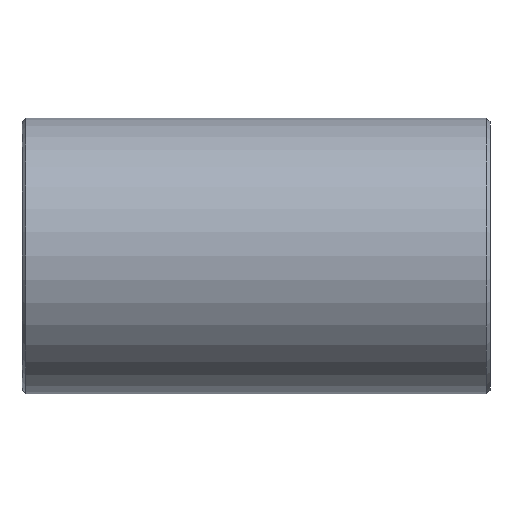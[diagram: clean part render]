
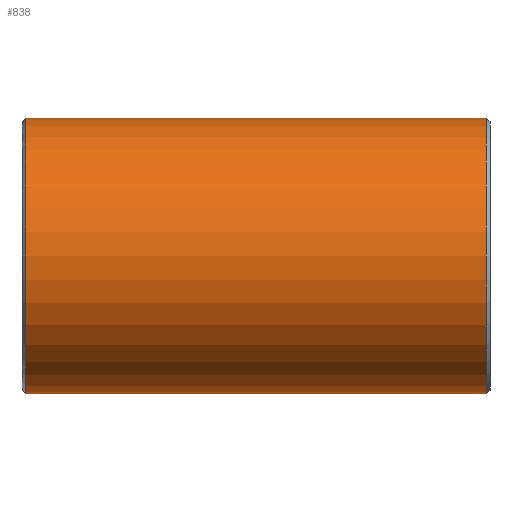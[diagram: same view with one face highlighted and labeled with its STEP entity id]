
A CAD part, front view. The second image highlights one B-rep face of the part: STEP entity #838.
In plain terms, the highlighted cylindrical face has radius 84.138 mm (diameter 168.275 mm), a partial arc.
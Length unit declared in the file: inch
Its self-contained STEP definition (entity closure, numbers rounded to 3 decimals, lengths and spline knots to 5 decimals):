
#16 = CYLINDRICAL_SURFACE ( 'NONE', #159, 3.3125 ) ;
#31 = DIRECTION ( 'NONE',  ( 1., 0., 0. ) ) ;
#36 = AXIS2_PLACEMENT_3D ( 'NONE', #628, #445, #632 ) ;
#114 = AXIS2_PLACEMENT_3D ( 'NONE', #545, #31, #802 ) ;
#148 = CARTESIAN_POINT ( 'NONE',  ( 5.62, 0., -3.3125 ) ) ;
#159 = AXIS2_PLACEMENT_3D ( 'NONE', #405, #391, #191 ) ;
#182 = EDGE_CURVE ( 'NONE', #767, #226, #209, .T. ) ;
#191 = DIRECTION ( 'NONE',  ( 0., 0., 1. ) ) ;
#209 = LINE ( 'NONE', #148, #794 ) ;
#226 = VERTEX_POINT ( 'NONE', #547 ) ;
#238 = CIRCLE ( 'NONE', #36, 3.3125 ) ;
#279 = ORIENTED_EDGE ( 'NONE', *, *, #301, .T. ) ;
#287 = CARTESIAN_POINT ( 'NONE',  ( 5.52667, 0., 3.3125 ) ) ;
#301 = EDGE_CURVE ( 'NONE', #423, #639, #309, .T. ) ;
#309 = LINE ( 'NONE', #582, #610 ) ;
#388 = DIRECTION ( 'NONE',  ( -1., 0., 0. ) ) ;
#391 = DIRECTION ( 'NONE',  ( -1., 0., 0. ) ) ;
#405 = CARTESIAN_POINT ( 'NONE',  ( 5.62, 0., 0. ) ) ;
#412 = DIRECTION ( 'NONE',  ( -1., 0., 0. ) ) ;
#423 = VERTEX_POINT ( 'NONE', #287 ) ;
#445 = DIRECTION ( 'NONE',  ( -1., 0., 0. ) ) ;
#471 = CIRCLE ( 'NONE', #114, 3.3125 ) ;
#481 = CARTESIAN_POINT ( 'NONE',  ( 5.52667, 0., -3.3125 ) ) ;
#491 = EDGE_CURVE ( 'NONE', #767, #423, #238, .T. ) ;
#522 = FACE_OUTER_BOUND ( 'NONE', #615, .T. ) ;
#545 = CARTESIAN_POINT ( 'NONE',  ( -5.52667, 0., 0. ) ) ;
#547 = CARTESIAN_POINT ( 'NONE',  ( -5.52667, 0., -3.3125 ) ) ;
#568 = ORIENTED_EDGE ( 'NONE', *, *, #668, .T. ) ;
#582 = CARTESIAN_POINT ( 'NONE',  ( 5.62, 0., 3.3125 ) ) ;
#610 = VECTOR ( 'NONE', #388, 39.37008 ) ;
#615 = EDGE_LOOP ( 'NONE', ( #704, #631, #279, #568 ) ) ;
#628 = CARTESIAN_POINT ( 'NONE',  ( 5.52667, 0., 0. ) ) ;
#631 = ORIENTED_EDGE ( 'NONE', *, *, #491, .T. ) ;
#632 = DIRECTION ( 'NONE',  ( 0., 0., -1. ) ) ;
#639 = VERTEX_POINT ( 'NONE', #768 ) ;
#668 = EDGE_CURVE ( 'NONE', #639, #226, #471, .T. ) ;
#704 = ORIENTED_EDGE ( 'NONE', *, *, #182, .F. ) ;
#767 = VERTEX_POINT ( 'NONE', #481 ) ;
#768 = CARTESIAN_POINT ( 'NONE',  ( -5.52667, 0., 3.3125 ) ) ;
#794 = VECTOR ( 'NONE', #412, 39.37008 ) ;
#802 = DIRECTION ( 'NONE',  ( 0., 0., 1. ) ) ;
#838 = ADVANCED_FACE ( 'NONE', ( #522 ), #16, .T. ) ;
